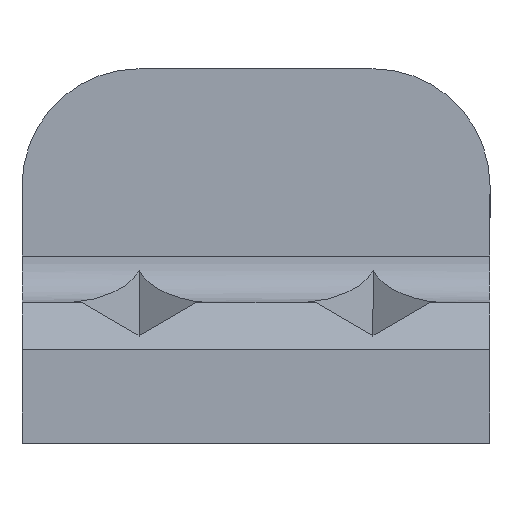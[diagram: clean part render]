
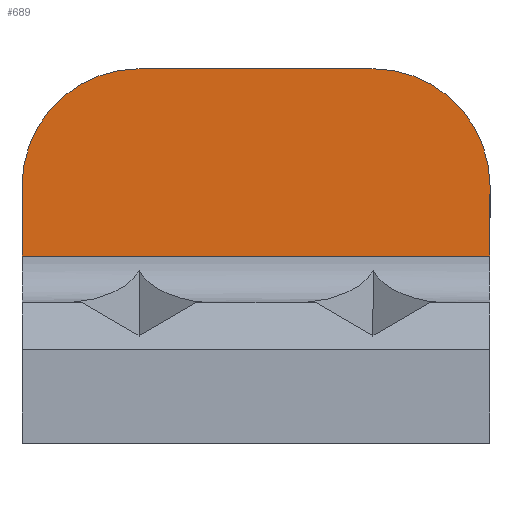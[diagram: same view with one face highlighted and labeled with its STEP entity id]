
A CAD part, front view. The second image highlights one B-rep face of the part: STEP entity #689.
In plain terms, the highlighted planar face has unit normal (0, -1, 0).
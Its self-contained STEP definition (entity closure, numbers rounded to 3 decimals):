
#36=CIRCLE('',#725,5.);
#38=CIRCLE('',#730,5.);
#76=FACE_OUTER_BOUND('',#114,.T.);
#114=EDGE_LOOP('',(#614,#615,#616,#617,#618,#619));
#132=LINE('',#976,#210);
#137=LINE('',#990,#215);
#152=LINE('',#1025,#230);
#156=LINE('',#1045,#234);
#210=VECTOR('',#778,10.);
#215=VECTOR('',#791,10.);
#230=VECTOR('',#820,10.);
#234=VECTOR('',#842,10.);
#287=VERTEX_POINT('',#973);
#288=VERTEX_POINT('',#975);
#292=VERTEX_POINT('',#987);
#293=VERTEX_POINT('',#989);
#311=VERTEX_POINT('',#1037);
#313=VERTEX_POINT('',#1043);
#352=EDGE_CURVE('',#288,#287,#132,.T.);
#359=EDGE_CURVE('',#292,#293,#137,.T.);
#377=EDGE_CURVE('',#288,#292,#152,.T.);
#385=EDGE_CURVE('',#311,#287,#36,.T.);
#388=EDGE_CURVE('',#313,#311,#156,.T.);
#395=EDGE_CURVE('',#293,#313,#38,.T.);
#614=ORIENTED_EDGE('',*,*,#377,.F.);
#615=ORIENTED_EDGE('',*,*,#352,.T.);
#616=ORIENTED_EDGE('',*,*,#385,.F.);
#617=ORIENTED_EDGE('',*,*,#388,.F.);
#618=ORIENTED_EDGE('',*,*,#395,.F.);
#619=ORIENTED_EDGE('',*,*,#359,.F.);
#654=PLANE('',#756);
#689=ADVANCED_FACE('',(#76),#654,.T.);
#725=AXIS2_PLACEMENT_3D('',#1039,#836,#837);
#730=AXIS2_PLACEMENT_3D('',#1058,#854,#855);
#756=AXIS2_PLACEMENT_3D('',#1138,#940,#941);
#778=DIRECTION('',(0.,0.,1.));
#791=DIRECTION('',(0.,0.,1.));
#820=DIRECTION('',(-1.,0.,0.));
#836=DIRECTION('center_axis',(0.,1.,0.));
#837=DIRECTION('ref_axis',(0.707,0.,0.707));
#842=DIRECTION('',(1.,0.,0.));
#854=DIRECTION('center_axis',(0.,1.,0.));
#855=DIRECTION('ref_axis',(-0.707,0.,0.707));
#940=DIRECTION('center_axis',(0.,-1.,0.));
#941=DIRECTION('ref_axis',(1.,0.,0.));
#973=CARTESIAN_POINT('',(9.2,-3.3,11.));
#975=CARTESIAN_POINT('',(9.2,-3.3,8.));
#976=CARTESIAN_POINT('',(9.2,-3.3,0.));
#987=CARTESIAN_POINT('',(-10.8,-3.3,8.));
#989=CARTESIAN_POINT('',(-10.8,-3.3,11.));
#990=CARTESIAN_POINT('',(-10.8,-3.3,0.));
#1025=CARTESIAN_POINT('',(-5.8,-3.3,8.));
#1037=CARTESIAN_POINT('',(4.2,-3.3,16.));
#1039=CARTESIAN_POINT('Origin',(4.2,-3.3,11.));
#1043=CARTESIAN_POINT('',(-5.8,-3.3,16.));
#1045=CARTESIAN_POINT('',(-10.8,-3.3,16.));
#1058=CARTESIAN_POINT('Origin',(-5.8,-3.3,11.));
#1138=CARTESIAN_POINT('Origin',(-10.8,-3.3,0.));
